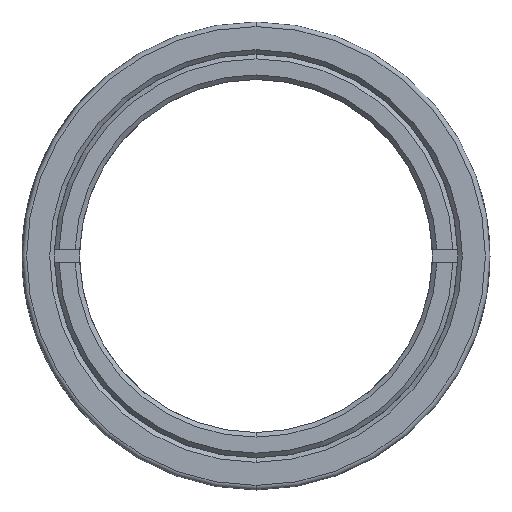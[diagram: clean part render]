
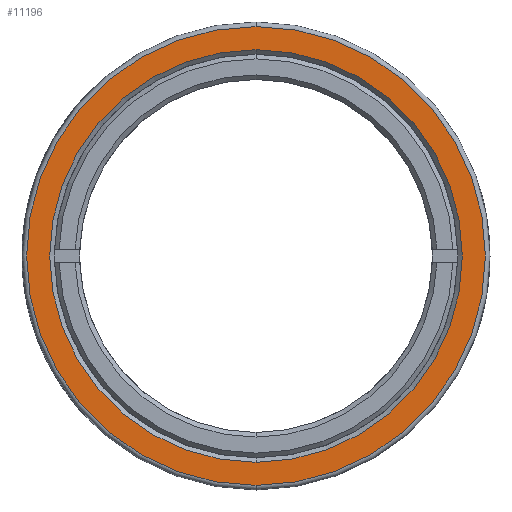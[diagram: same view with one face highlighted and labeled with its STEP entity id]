
A CAD part, front view. The second image highlights one B-rep face of the part: STEP entity #11196.
In plain terms, the highlighted planar face has unit normal (0, -1, 0).
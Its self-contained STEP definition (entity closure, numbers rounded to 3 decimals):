
#2001 = CARTESIAN_POINT ( 'NONE',  ( 15.419, 15.237, 18.209 ) ) ;
#2238 = ORIENTED_EDGE ( 'NONE', *, *, #11892, .T. ) ;
#3179 = CARTESIAN_POINT ( 'NONE',  ( 15.419, 15.237, 18.209 ) ) ;
#3840 = EDGE_CURVE ( 'NONE', #22016, #21921, #9957, .T. ) ;
#4605 = AXIS2_PLACEMENT_3D ( 'NONE', #24187, #9924, #21888 ) ;
#4708 = EDGE_CURVE ( 'NONE', #23780, #8826, #22568, .T. ) ;
#5594 = DIRECTION ( 'NONE',  ( 0., 0., 1. ) ) ;
#6160 = CIRCLE ( 'NONE', #21650, 14.95 ) ;
#8666 = DIRECTION ( 'NONE',  ( 0., 0., 1. ) ) ;
#8826 = VERTEX_POINT ( 'NONE', #13014 ) ;
#9924 = DIRECTION ( 'NONE',  ( 0., 1., 0. ) ) ;
#9957 = CIRCLE ( 'NONE', #4605, 13.445 ) ;
#10021 = DIRECTION ( 'NONE',  ( 1., 0., 0. ) ) ;
#11196 = ADVANCED_FACE ( 'NONE', ( #16823, #28562 ), #17273, .F. ) ;
#11211 = CIRCLE ( 'NONE', #19908, 13.445 ) ;
#11263 = DIRECTION ( 'NONE',  ( 0., -1., 0. ) ) ;
#11892 = EDGE_CURVE ( 'NONE', #8826, #23780, #6160, .T. ) ;
#12726 = CARTESIAN_POINT ( 'NONE',  ( 15.419, 15.237, 18.209 ) ) ;
#12825 = ORIENTED_EDGE ( 'NONE', *, *, #14123, .T. ) ;
#13014 = CARTESIAN_POINT ( 'NONE',  ( 15.419, 15.237, 3.259 ) ) ;
#14123 = EDGE_CURVE ( 'NONE', #21921, #22016, #11211, .T. ) ;
#14317 = ORIENTED_EDGE ( 'NONE', *, *, #4708, .T. ) ;
#14491 = EDGE_LOOP ( 'NONE', ( #24811, #12825 ) ) ;
#15831 = AXIS2_PLACEMENT_3D ( 'NONE', #3179, #26128, #10021 ) ;
#16823 = FACE_BOUND ( 'NONE', #14491, .T. ) ;
#17273 = PLANE ( 'NONE',  #15831 ) ;
#19908 = AXIS2_PLACEMENT_3D ( 'NONE', #12726, #26732, #5594 ) ;
#20331 = DIRECTION ( 'NONE',  ( 0., -1., 0. ) ) ;
#20510 = DIRECTION ( 'NONE',  ( 0., 0., 1. ) ) ;
#20653 = EDGE_LOOP ( 'NONE', ( #14317, #2238 ) ) ;
#21052 = CARTESIAN_POINT ( 'NONE',  ( 15.419, 15.237, 31.654 ) ) ;
#21650 = AXIS2_PLACEMENT_3D ( 'NONE', #2001, #11263, #20510 ) ;
#21888 = DIRECTION ( 'NONE',  ( 0., 0., 1. ) ) ;
#21921 = VERTEX_POINT ( 'NONE', #21052 ) ;
#22016 = VERTEX_POINT ( 'NONE', #26699 ) ;
#22306 = CARTESIAN_POINT ( 'NONE',  ( 15.419, 15.237, 18.209 ) ) ;
#22568 = CIRCLE ( 'NONE', #23053, 14.95 ) ;
#23053 = AXIS2_PLACEMENT_3D ( 'NONE', #22306, #20331, #8666 ) ;
#23724 = CARTESIAN_POINT ( 'NONE',  ( 15.419, 15.237, 33.159 ) ) ;
#23780 = VERTEX_POINT ( 'NONE', #23724 ) ;
#24187 = CARTESIAN_POINT ( 'NONE',  ( 15.419, 15.237, 18.209 ) ) ;
#24811 = ORIENTED_EDGE ( 'NONE', *, *, #3840, .T. ) ;
#26128 = DIRECTION ( 'NONE',  ( 0., 1., 0. ) ) ;
#26699 = CARTESIAN_POINT ( 'NONE',  ( 15.419, 15.237, 4.764 ) ) ;
#26732 = DIRECTION ( 'NONE',  ( 0., 1., 0. ) ) ;
#28562 = FACE_OUTER_BOUND ( 'NONE', #20653, .T. ) ;
